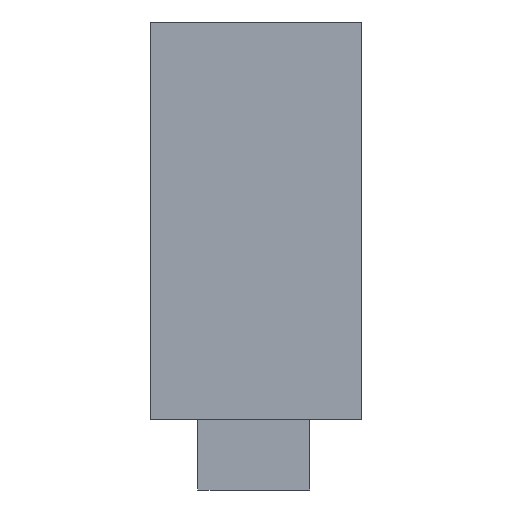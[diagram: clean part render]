
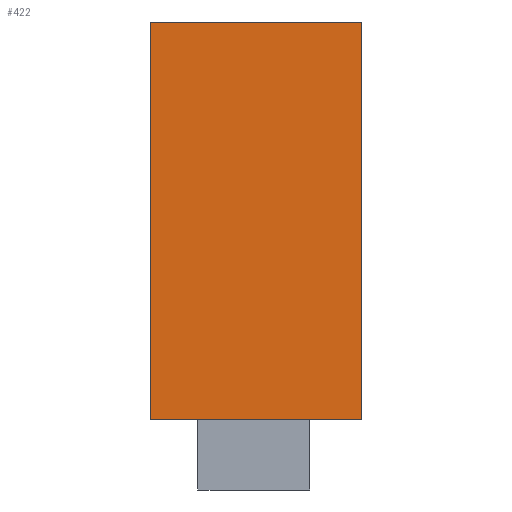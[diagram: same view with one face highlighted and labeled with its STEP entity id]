
A CAD part, left-side view. The second image highlights one B-rep face of the part: STEP entity #422.
In plain terms, the highlighted planar face has unit normal (-1, 0, 0).
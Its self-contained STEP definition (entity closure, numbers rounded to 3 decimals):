
#79 = VERTEX_POINT('',#80);
#80 = CARTESIAN_POINT('',(-119.8,-3.,-3.));
#86 = EDGE_CURVE('',#87,#79,#89,.T.);
#87 = VERTEX_POINT('',#88);
#88 = CARTESIAN_POINT('',(-119.8,-3.,19.5));
#89 = LINE('',#90,#91);
#90 = CARTESIAN_POINT('',(-119.8,-3.,4.125));
#91 = VECTOR('',#92,1.);
#92 = DIRECTION('',(0.,0.,-1.));
#183 = VERTEX_POINT('',#184);
#184 = CARTESIAN_POINT('',(-119.8,-15.,19.5));
#190 = EDGE_CURVE('',#183,#191,#193,.T.);
#191 = VERTEX_POINT('',#192);
#192 = CARTESIAN_POINT('',(-119.8,-15.,-3.));
#193 = LINE('',#194,#195);
#194 = CARTESIAN_POINT('',(-119.8,-15.,0.));
#195 = VECTOR('',#196,1.);
#196 = DIRECTION('',(0.,0.,-1.));
#411 = EDGE_CURVE('',#87,#183,#412,.T.);
#412 = LINE('',#413,#414);
#413 = CARTESIAN_POINT('',(-119.8,0.,19.5));
#414 = VECTOR('',#415,1.);
#415 = DIRECTION('',(0.,-1.,0.));
#422 = ADVANCED_FACE('',(#423),#434,.T.);
#423 = FACE_BOUND('',#424,.T.);
#424 = EDGE_LOOP('',(#425,#426,#427,#433));
#425 = ORIENTED_EDGE('',*,*,#411,.F.);
#426 = ORIENTED_EDGE('',*,*,#86,.T.);
#427 = ORIENTED_EDGE('',*,*,#428,.F.);
#428 = EDGE_CURVE('',#191,#79,#429,.T.);
#429 = LINE('',#430,#431);
#430 = CARTESIAN_POINT('',(-119.8,-15.,-3.));
#431 = VECTOR('',#432,1.);
#432 = DIRECTION('',(0.,1.,0.));
#433 = ORIENTED_EDGE('',*,*,#190,.F.);
#434 = PLANE('',#435);
#435 = AXIS2_PLACEMENT_3D('',#436,#437,#438);
#436 = CARTESIAN_POINT('',(-119.8,-7.5,8.25));
#437 = DIRECTION('',(-1.,-0.,-0.));
#438 = DIRECTION('',(0.,0.,-1.));
